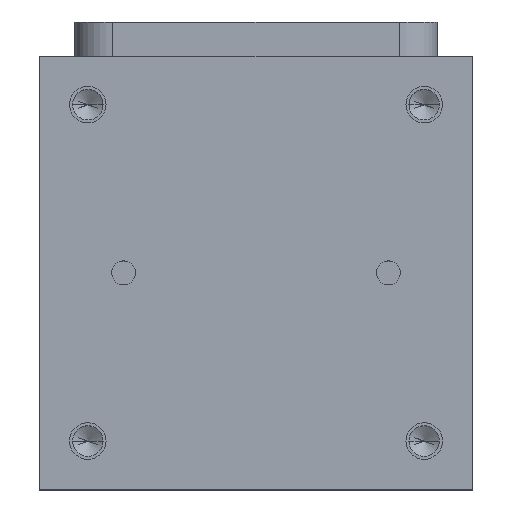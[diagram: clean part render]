
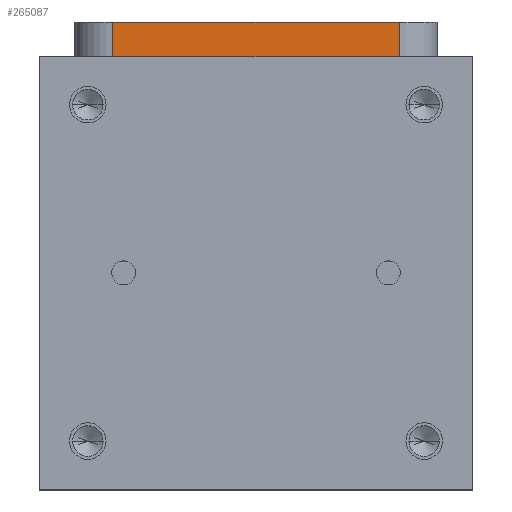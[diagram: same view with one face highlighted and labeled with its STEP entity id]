
A CAD part, top view. The second image highlights one B-rep face of the part: STEP entity #265087.
In plain terms, the highlighted planar face has unit normal (0, 0, 1).
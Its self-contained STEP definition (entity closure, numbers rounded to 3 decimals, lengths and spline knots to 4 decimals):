
#6342 = VECTOR ( 'NONE', #113438, 39.3701 ) ;
#8780 = VERTEX_POINT ( 'NONE', #184139 ) ;
#11421 = VECTOR ( 'NONE', #173590, 39.3701 ) ;
#13484 = EDGE_LOOP ( 'NONE', ( #29849, #234583, #183676, #143264 ) ) ;
#20071 = EDGE_CURVE ( 'NONE', #283861, #198368, #101230, .T. ) ;
#29849 = ORIENTED_EDGE ( 'NONE', *, *, #301898, .T. ) ;
#49592 = DIRECTION ( 'NONE',  ( 0., -1., 0. ) ) ;
#87499 = CARTESIAN_POINT ( 'NONE',  ( -0.7449, 1.125, 1.375 ) ) ;
#96521 = CARTESIAN_POINT ( 'NONE',  ( -0.7449, 1.305, 1.375 ) ) ;
#99856 = DIRECTION ( 'NONE',  ( 0., 0., -1. ) ) ;
#101230 = LINE ( 'NONE', #305678, #190807 ) ;
#111783 = CARTESIAN_POINT ( 'NONE',  ( -0.9449, 1.125, 1.375 ) ) ;
#112401 = DIRECTION ( 'NONE',  ( 1., 0., 0. ) ) ;
#113438 = DIRECTION ( 'NONE',  ( 1., 0., 0. ) ) ;
#113864 = EDGE_CURVE ( 'NONE', #8780, #198368, #219532, .T. ) ;
#124949 = FACE_OUTER_BOUND ( 'NONE', #13484, .T. ) ;
#138599 = LINE ( 'NONE', #111783, #6342 ) ;
#141772 = LINE ( 'NONE', #96521, #11421 ) ;
#143264 = ORIENTED_EDGE ( 'NONE', *, *, #113864, .F. ) ;
#162725 = CARTESIAN_POINT ( 'NONE',  ( -0.9449, 1.305, 1.375 ) ) ;
#173590 = DIRECTION ( 'NONE',  ( 0., -1., 0. ) ) ;
#182133 = CARTESIAN_POINT ( 'NONE',  ( 0.7449, 1.305, 1.375 ) ) ;
#183676 = ORIENTED_EDGE ( 'NONE', *, *, #20071, .T. ) ;
#184003 = AXIS2_PLACEMENT_3D ( 'NONE', #329485, #99856, #49592 ) ;
#184139 = CARTESIAN_POINT ( 'NONE',  ( -0.7449, 1.305, 1.375 ) ) ;
#184362 = CARTESIAN_POINT ( 'NONE',  ( 0.7449, 1.125, 1.375 ) ) ;
#190807 = VECTOR ( 'NONE', #223544, 39.3701 ) ;
#196028 = EDGE_CURVE ( 'NONE', #282196, #283861, #138599, .T. ) ;
#198368 = VERTEX_POINT ( 'NONE', #182133 ) ;
#219532 = LINE ( 'NONE', #162725, #252525 ) ;
#223544 = DIRECTION ( 'NONE',  ( 0., 1., 0. ) ) ;
#227128 = PLANE ( 'NONE',  #184003 ) ;
#234583 = ORIENTED_EDGE ( 'NONE', *, *, #196028, .T. ) ;
#252525 = VECTOR ( 'NONE', #112401, 39.3701 ) ;
#265087 = ADVANCED_FACE ( 'NONE', ( #124949 ), #227128, .F. ) ;
#282196 = VERTEX_POINT ( 'NONE', #87499 ) ;
#283861 = VERTEX_POINT ( 'NONE', #184362 ) ;
#301898 = EDGE_CURVE ( 'NONE', #8780, #282196, #141772, .T. ) ;
#305678 = CARTESIAN_POINT ( 'NONE',  ( 0.7449, 1.305, 1.375 ) ) ;
#329485 = CARTESIAN_POINT ( 'NONE',  ( -0.9449, 1.305, 1.375 ) ) ;
